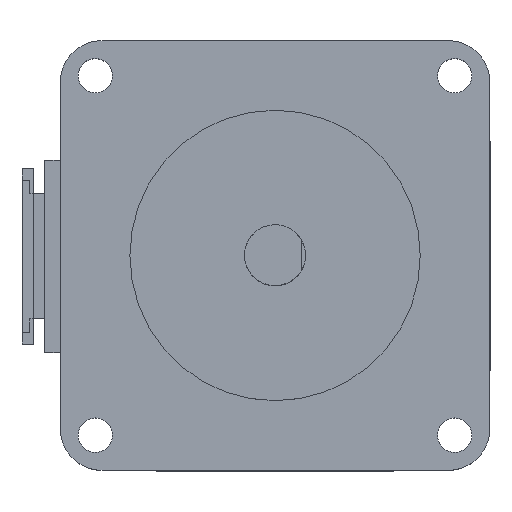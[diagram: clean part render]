
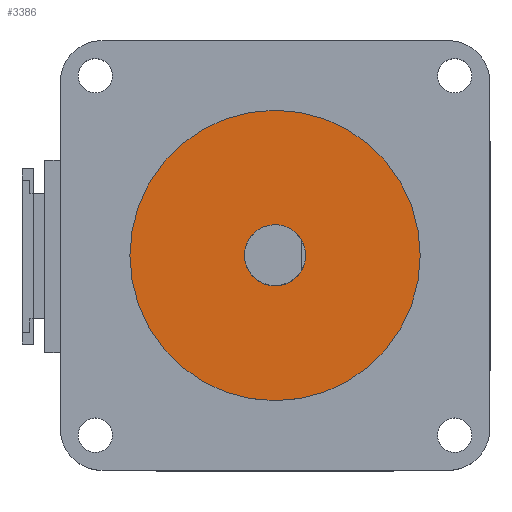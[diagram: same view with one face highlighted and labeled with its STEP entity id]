
A CAD part, top view. The second image highlights one B-rep face of the part: STEP entity #3386.
In plain terms, the highlighted planar face has unit normal (0, 0, 1).
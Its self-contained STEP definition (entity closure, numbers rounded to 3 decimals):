
#29 = DIRECTION ( 'NONE',  ( 1., 0., 0. ) ) ;
#277 = VERTEX_POINT ( 'NONE', #3339 ) ;
#286 = DIRECTION ( 'NONE',  ( 1., 0., 0. ) ) ;
#441 = DIRECTION ( 'NONE',  ( 1., 0., 0. ) ) ;
#531 = EDGE_CURVE ( 'NONE', #277, #4759, #4018, .T. ) ;
#734 = VERTEX_POINT ( 'NONE', #5069 ) ;
#923 = PLANE ( 'NONE',  #2454 ) ;
#950 = DIRECTION ( 'NONE',  ( 0., 0., 1. ) ) ;
#1532 = AXIS2_PLACEMENT_3D ( 'NONE', #5647, #3491, #29 ) ;
#1588 = EDGE_CURVE ( 'NONE', #734, #4202, #5357, .T. ) ;
#1819 = FACE_BOUND ( 'NONE', #2057, .T. ) ;
#2057 = EDGE_LOOP ( 'NONE', ( #5836, #6230 ) ) ;
#2284 = DIRECTION ( 'NONE',  ( 0., 0., 1. ) ) ;
#2377 = EDGE_CURVE ( 'NONE', #4759, #277, #4987, .T. ) ;
#2445 = DIRECTION ( 'NONE',  ( 0., 0., -1. ) ) ;
#2454 = AXIS2_PLACEMENT_3D ( 'NONE', #6442, #950, #3848 ) ;
#2536 = ORIENTED_EDGE ( 'NONE', *, *, #4886, .T. ) ;
#2645 = AXIS2_PLACEMENT_3D ( 'NONE', #6554, #2963, #441 ) ;
#2839 = EDGE_LOOP ( 'NONE', ( #4939, #2536 ) ) ;
#2963 = DIRECTION ( 'NONE',  ( 0., 0., -1. ) ) ;
#2978 = CIRCLE ( 'NONE', #4892, 19.05 ) ;
#3339 = CARTESIAN_POINT ( 'NONE',  ( 4., 0., 1.6 ) ) ;
#3386 = ADVANCED_FACE ( 'NONE', ( #3910, #1819 ), #923, .T. ) ;
#3409 = CARTESIAN_POINT ( 'NONE',  ( -4., 0., 1.6 ) ) ;
#3491 = DIRECTION ( 'NONE',  ( 0., 0., 1. ) ) ;
#3566 = DIRECTION ( 'NONE',  ( 1., 0., 0. ) ) ;
#3848 = DIRECTION ( 'NONE',  ( 1., 0., 0. ) ) ;
#3907 = CARTESIAN_POINT ( 'NONE',  ( 0., 0., 1.6 ) ) ;
#3910 = FACE_OUTER_BOUND ( 'NONE', #2839, .T. ) ;
#4018 = CIRCLE ( 'NONE', #2645, 4. ) ;
#4202 = VERTEX_POINT ( 'NONE', #6329 ) ;
#4759 = VERTEX_POINT ( 'NONE', #3409 ) ;
#4781 = AXIS2_PLACEMENT_3D ( 'NONE', #6097, #2445, #3566 ) ;
#4886 = EDGE_CURVE ( 'NONE', #4202, #734, #2978, .T. ) ;
#4892 = AXIS2_PLACEMENT_3D ( 'NONE', #3907, #2284, #286 ) ;
#4939 = ORIENTED_EDGE ( 'NONE', *, *, #1588, .T. ) ;
#4987 = CIRCLE ( 'NONE', #4781, 4. ) ;
#5069 = CARTESIAN_POINT ( 'NONE',  ( -19.05, 0., 1.6 ) ) ;
#5357 = CIRCLE ( 'NONE', #1532, 19.05 ) ;
#5647 = CARTESIAN_POINT ( 'NONE',  ( 0., 0., 1.6 ) ) ;
#5836 = ORIENTED_EDGE ( 'NONE', *, *, #2377, .T. ) ;
#6097 = CARTESIAN_POINT ( 'NONE',  ( 0., 0., 1.6 ) ) ;
#6230 = ORIENTED_EDGE ( 'NONE', *, *, #531, .T. ) ;
#6329 = CARTESIAN_POINT ( 'NONE',  ( 19.05, 0., 1.6 ) ) ;
#6442 = CARTESIAN_POINT ( 'NONE',  ( 0., 0., 1.6 ) ) ;
#6554 = CARTESIAN_POINT ( 'NONE',  ( 0., 0., 1.6 ) ) ;
